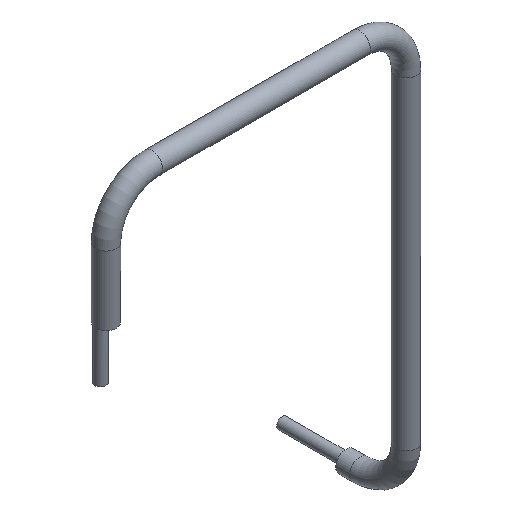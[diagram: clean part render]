
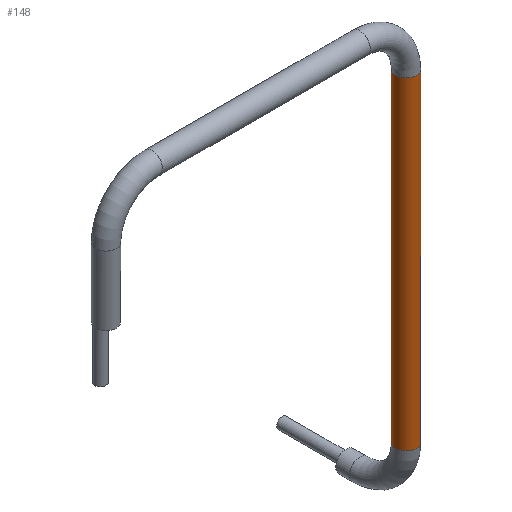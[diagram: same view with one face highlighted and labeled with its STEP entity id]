
A CAD part, isometric view. The second image highlights one B-rep face of the part: STEP entity #148.
In plain terms, the highlighted cylindrical face has radius 0.225 mm (diameter 0.45 mm), a full revolution.
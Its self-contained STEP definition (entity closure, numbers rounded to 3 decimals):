
#127 = VERTEX_POINT('',#128);
#128 = CARTESIAN_POINT('',(10.425,-0.49,-15.66));
#137 = EDGE_CURVE('',#127,#127,#138,.T.);
#138 = CIRCLE('',#139,0.225);
#139 = AXIS2_PLACEMENT_3D('',#140,#141,#142);
#140 = CARTESIAN_POINT('',(10.65,-0.49,-15.66));
#141 = DIRECTION('',(0.,0.,-1.));
#142 = DIRECTION('',(-1.,0.,0.));
#148 = ADVANCED_FACE('',(#149),#168,.T.);
#149 = FACE_BOUND('',#150,.T.);
#150 = EDGE_LOOP('',(#151,#159,#160,#161));
#151 = ORIENTED_EDGE('',*,*,#152,.T.);
#152 = EDGE_CURVE('',#153,#127,#155,.T.);
#153 = VERTEX_POINT('',#154);
#154 = CARTESIAN_POINT('',(10.425,-0.49,-8.66));
#155 = LINE('',#156,#157);
#156 = CARTESIAN_POINT('',(10.425,-0.49,-16.66));
#157 = VECTOR('',#158,1.);
#158 = DIRECTION('',(0.,0.,-1.));
#159 = ORIENTED_EDGE('',*,*,#137,.F.);
#160 = ORIENTED_EDGE('',*,*,#152,.F.);
#161 = ORIENTED_EDGE('',*,*,#162,.F.);
#162 = EDGE_CURVE('',#153,#153,#163,.T.);
#163 = CIRCLE('',#164,0.225);
#164 = AXIS2_PLACEMENT_3D('',#165,#166,#167);
#165 = CARTESIAN_POINT('',(10.65,-0.49,-8.66));
#166 = DIRECTION('',(0.,-0.,1.));
#167 = DIRECTION('',(1.,0.,0.));
#168 = CYLINDRICAL_SURFACE('',#169,0.225);
#169 = AXIS2_PLACEMENT_3D('',#170,#171,#172);
#170 = CARTESIAN_POINT('',(10.65,-0.49,-16.66));
#171 = DIRECTION('',(0.,0.,-1.));
#172 = DIRECTION('',(-1.,0.,0.));
